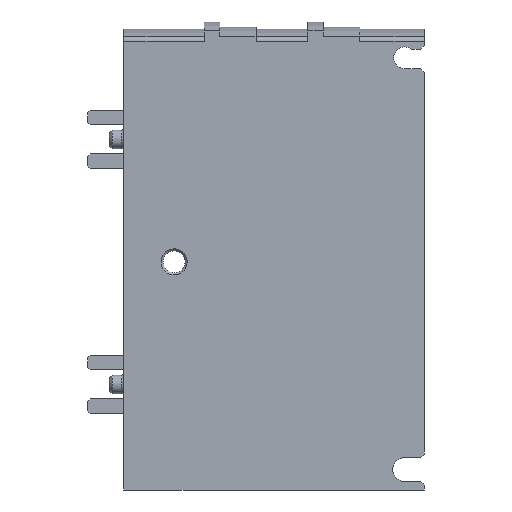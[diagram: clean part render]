
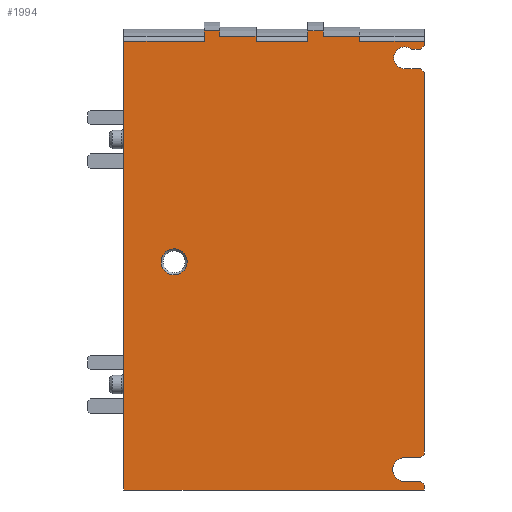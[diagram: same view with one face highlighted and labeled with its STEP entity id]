
A CAD part, left-side view. The second image highlights one B-rep face of the part: STEP entity #1994.
In plain terms, the highlighted planar face has unit normal (-1, 0, 0).
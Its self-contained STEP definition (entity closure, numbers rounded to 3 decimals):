
#50=LINE('',#2646,#194);
#69=LINE('',#2693,#213);
#70=LINE('',#2696,#214);
#71=LINE('',#2700,#215);
#72=LINE('',#2702,#216);
#73=LINE('',#2704,#217);
#74=LINE('',#2706,#218);
#75=LINE('',#2708,#219);
#76=LINE('',#2712,#220);
#77=LINE('',#2714,#221);
#78=LINE('',#2716,#222);
#79=LINE('',#2718,#223);
#80=LINE('',#2720,#224);
#81=LINE('',#2722,#225);
#82=LINE('',#2724,#226);
#83=LINE('',#2726,#227);
#84=LINE('',#2728,#228);
#85=LINE('',#2730,#229);
#86=LINE('',#2732,#230);
#87=LINE('',#2734,#231);
#88=LINE('',#2736,#232);
#89=LINE('',#2738,#233);
#90=LINE('',#2740,#234);
#91=LINE('',#2742,#235);
#92=LINE('',#2743,#236);
#93=LINE('',#2745,#237);
#194=VECTOR('',#2228,1000.);
#213=VECTOR('',#2257,1000.);
#214=VECTOR('',#2258,1000.);
#215=VECTOR('',#2261,1000.);
#216=VECTOR('',#2262,1000.);
#217=VECTOR('',#2263,1000.);
#218=VECTOR('',#2264,1000.);
#219=VECTOR('',#2265,1000.);
#220=VECTOR('',#2268,1000.);
#221=VECTOR('',#2269,1000.);
#222=VECTOR('',#2270,1000.);
#223=VECTOR('',#2271,1000.);
#224=VECTOR('',#2272,1000.);
#225=VECTOR('',#2273,1000.);
#226=VECTOR('',#2274,1000.);
#227=VECTOR('',#2275,1000.);
#228=VECTOR('',#2276,1000.);
#229=VECTOR('',#2277,1000.);
#230=VECTOR('',#2278,1000.);
#231=VECTOR('',#2279,1000.);
#232=VECTOR('',#2280,1000.);
#233=VECTOR('',#2281,1000.);
#234=VECTOR('',#2282,1000.);
#235=VECTOR('',#2283,1000.);
#236=VECTOR('',#2284,1000.);
#237=VECTOR('',#2285,1000.);
#362=ORIENTED_EDGE('',*,*,#754,.F.);
#363=ORIENTED_EDGE('',*,*,#755,.T.);
#364=ORIENTED_EDGE('',*,*,#756,.T.);
#365=ORIENTED_EDGE('',*,*,#757,.T.);
#366=ORIENTED_EDGE('',*,*,#758,.T.);
#367=ORIENTED_EDGE('',*,*,#759,.T.);
#368=ORIENTED_EDGE('',*,*,#760,.T.);
#369=ORIENTED_EDGE('',*,*,#761,.T.);
#370=ORIENTED_EDGE('',*,*,#762,.T.);
#371=ORIENTED_EDGE('',*,*,#763,.T.);
#372=ORIENTED_EDGE('',*,*,#764,.T.);
#373=ORIENTED_EDGE('',*,*,#765,.T.);
#374=ORIENTED_EDGE('',*,*,#766,.T.);
#375=ORIENTED_EDGE('',*,*,#767,.F.);
#376=ORIENTED_EDGE('',*,*,#768,.T.);
#377=ORIENTED_EDGE('',*,*,#769,.T.);
#378=ORIENTED_EDGE('',*,*,#770,.T.);
#379=ORIENTED_EDGE('',*,*,#771,.F.);
#380=ORIENTED_EDGE('',*,*,#772,.F.);
#381=ORIENTED_EDGE('',*,*,#773,.F.);
#382=ORIENTED_EDGE('',*,*,#774,.T.);
#383=ORIENTED_EDGE('',*,*,#775,.T.);
#384=ORIENTED_EDGE('',*,*,#776,.T.);
#385=ORIENTED_EDGE('',*,*,#777,.F.);
#386=ORIENTED_EDGE('',*,*,#778,.F.);
#387=ORIENTED_EDGE('',*,*,#779,.F.);
#388=ORIENTED_EDGE('',*,*,#732,.F.);
#389=ORIENTED_EDGE('',*,*,#780,.T.);
#390=ORIENTED_EDGE('',*,*,#781,.T.);
#732=EDGE_CURVE('',#928,#929,#50,.T.);
#754=EDGE_CURVE('',#950,#950,#1069,.T.);
#755=EDGE_CURVE('',#951,#952,#69,.T.);
#756=EDGE_CURVE('',#952,#953,#70,.T.);
#757=EDGE_CURVE('',#953,#954,#1070,.T.);
#758=EDGE_CURVE('',#954,#955,#71,.T.);
#759=EDGE_CURVE('',#955,#956,#72,.T.);
#760=EDGE_CURVE('',#956,#957,#73,.T.);
#761=EDGE_CURVE('',#957,#958,#74,.T.);
#762=EDGE_CURVE('',#958,#959,#75,.T.);
#763=EDGE_CURVE('',#959,#960,#1071,.T.);
#764=EDGE_CURVE('',#960,#961,#76,.T.);
#765=EDGE_CURVE('',#961,#962,#77,.T.);
#766=EDGE_CURVE('',#962,#963,#78,.T.);
#767=EDGE_CURVE('',#964,#963,#79,.T.);
#768=EDGE_CURVE('',#964,#965,#80,.T.);
#769=EDGE_CURVE('',#965,#966,#81,.T.);
#770=EDGE_CURVE('',#966,#967,#82,.T.);
#771=EDGE_CURVE('',#968,#967,#83,.T.);
#772=EDGE_CURVE('',#969,#968,#84,.T.);
#773=EDGE_CURVE('',#970,#969,#85,.T.);
#774=EDGE_CURVE('',#970,#971,#86,.T.);
#775=EDGE_CURVE('',#971,#972,#87,.T.);
#776=EDGE_CURVE('',#972,#973,#88,.T.);
#777=EDGE_CURVE('',#974,#973,#89,.T.);
#778=EDGE_CURVE('',#975,#974,#90,.T.);
#779=EDGE_CURVE('',#929,#975,#91,.T.);
#780=EDGE_CURVE('',#928,#976,#92,.T.);
#781=EDGE_CURVE('',#976,#951,#93,.T.);
#928=VERTEX_POINT('',#2647);
#929=VERTEX_POINT('',#2648);
#950=VERTEX_POINT('',#2692);
#951=VERTEX_POINT('',#2694);
#952=VERTEX_POINT('',#2695);
#953=VERTEX_POINT('',#2697);
#954=VERTEX_POINT('',#2699);
#955=VERTEX_POINT('',#2701);
#956=VERTEX_POINT('',#2703);
#957=VERTEX_POINT('',#2705);
#958=VERTEX_POINT('',#2707);
#959=VERTEX_POINT('',#2709);
#960=VERTEX_POINT('',#2711);
#961=VERTEX_POINT('',#2713);
#962=VERTEX_POINT('',#2715);
#963=VERTEX_POINT('',#2717);
#964=VERTEX_POINT('',#2719);
#965=VERTEX_POINT('',#2721);
#966=VERTEX_POINT('',#2723);
#967=VERTEX_POINT('',#2725);
#968=VERTEX_POINT('',#2727);
#969=VERTEX_POINT('',#2729);
#970=VERTEX_POINT('',#2731);
#971=VERTEX_POINT('',#2733);
#972=VERTEX_POINT('',#2735);
#973=VERTEX_POINT('',#2737);
#974=VERTEX_POINT('',#2739);
#975=VERTEX_POINT('',#2741);
#976=VERTEX_POINT('',#2744);
#1069=CIRCLE('',#2090,2.5);
#1070=CIRCLE('',#2091,2.3);
#1071=CIRCLE('',#2092,2.1);
#1123=EDGE_LOOP('',(#362));
#1124=EDGE_LOOP('',(#363,#364,#365,#366,#367,#368,#369,#370,#371,#372,#373,
#374,#375,#376,#377,#378,#379,#380,#381,#382,#383,#384,#385,#386,#387,#388,
#389,#390));
#1235=FACE_BOUND('',#1123,.T.);
#1236=FACE_BOUND('',#1124,.T.);
#1341=PLANE('',#2089);
#1994=ADVANCED_FACE('',(#1235,#1236),#1341,.F.);
#2089=AXIS2_PLACEMENT_3D('',#2690,#2253,#2254);
#2090=AXIS2_PLACEMENT_3D('',#2691,#2255,#2256);
#2091=AXIS2_PLACEMENT_3D('',#2698,#2259,#2260);
#2092=AXIS2_PLACEMENT_3D('',#2710,#2266,#2267);
#2228=DIRECTION('',(0.,0.,1.));
#2253=DIRECTION('',(1.,0.,0.));
#2254=DIRECTION('',(0.,0.,-1.));
#2255=DIRECTION('',(-1.,0.,0.));
#2256=DIRECTION('',(0.,0.,1.));
#2257=DIRECTION('',(0.,0.707,0.707));
#2258=DIRECTION('',(0.,1.,0.));
#2259=DIRECTION('',(1.,0.,0.));
#2260=DIRECTION('',(0.,0.,-1.));
#2261=DIRECTION('',(0.,-1.,0.));
#2262=DIRECTION('',(0.,-0.707,0.707));
#2263=DIRECTION('',(0.,0.,1.));
#2264=DIRECTION('',(0.,0.707,0.707));
#2265=DIRECTION('',(0.,1.,0.));
#2266=DIRECTION('',(1.,0.,0.));
#2267=DIRECTION('',(0.,0.,-1.));
#2268=DIRECTION('',(0.,-1.,0.));
#2269=DIRECTION('',(0.,-0.707,0.707));
#2270=DIRECTION('',(0.,0.,1.));
#2271=DIRECTION('',(0.,-1.,0.));
#2272=DIRECTION('',(0.,0.,1.));
#2273=DIRECTION('',(0.,1.,0.));
#2274=DIRECTION('',(0.,0.,1.));
#2275=DIRECTION('',(0.,-1.,0.));
#2276=DIRECTION('',(0.,0.,1.));
#2277=DIRECTION('',(0.,-1.,0.));
#2278=DIRECTION('',(0.,0.,1.));
#2279=DIRECTION('',(0.,1.,0.));
#2280=DIRECTION('',(0.,0.,1.));
#2281=DIRECTION('',(0.,-1.,0.));
#2282=DIRECTION('',(0.,0.,1.));
#2283=DIRECTION('',(0.,-1.,0.));
#2284=DIRECTION('',(0.,-1.,0.));
#2285=DIRECTION('',(0.,0.,1.));
#2646=CARTESIAN_POINT('',(-7.,58.,-44.05));
#2647=CARTESIAN_POINT('',(-7.,58.,-44.05));
#2648=CARTESIAN_POINT('',(-7.,58.,42.552));
#2690=CARTESIAN_POINT('',(-7.,58.,-44.05));
#2691=CARTESIAN_POINT('',(-7.,48.3,0.));
#2692=CARTESIAN_POINT('',(-7.,48.3,2.5));
#2693=CARTESIAN_POINT('',(-7.,0.,-43.1));
#2694=CARTESIAN_POINT('',(-7.,0.,-43.1));
#2695=CARTESIAN_POINT('',(-7.,0.7,-42.4));
#2696=CARTESIAN_POINT('',(-7.,0.7,-42.4));
#2697=CARTESIAN_POINT('',(-7.,3.8,-42.4));
#2698=CARTESIAN_POINT('',(-7.,3.8,-40.1));
#2699=CARTESIAN_POINT('',(-7.,3.8,-37.8));
#2700=CARTESIAN_POINT('',(-7.,3.8,-37.8));
#2701=CARTESIAN_POINT('',(-7.,0.7,-37.8));
#2702=CARTESIAN_POINT('',(-7.,0.7,-37.8));
#2703=CARTESIAN_POINT('',(-7.,0.,-37.1));
#2704=CARTESIAN_POINT('',(-7.,0.,-44.05));
#2705=CARTESIAN_POINT('',(-7.,0.,36.55));
#2706=CARTESIAN_POINT('',(-7.,0.,36.55));
#2707=CARTESIAN_POINT('',(-7.,0.75,37.3));
#2708=CARTESIAN_POINT('',(-7.,0.75,37.3));
#2709=CARTESIAN_POINT('',(-7.,3.8,37.3));
#2710=CARTESIAN_POINT('',(-7.,3.8,39.4));
#2711=CARTESIAN_POINT('',(-7.,2.44,41.));
#2712=CARTESIAN_POINT('',(-7.,2.44,41.));
#2713=CARTESIAN_POINT('',(-7.,0.75,41.));
#2714=CARTESIAN_POINT('',(-7.,0.75,41.));
#2715=CARTESIAN_POINT('',(-7.,0.,41.75));
#2716=CARTESIAN_POINT('',(-7.,0.,-44.05));
#2717=CARTESIAN_POINT('',(-7.,0.,42.552));
#2718=CARTESIAN_POINT('',(-7.,58.,42.552));
#2719=CARTESIAN_POINT('',(-7.,12.5,42.552));
#2720=CARTESIAN_POINT('',(-7.,12.5,41.95));
#2721=CARTESIAN_POINT('',(-7.,12.5,43.57));
#2722=CARTESIAN_POINT('',(-7.,12.5,43.57));
#2723=CARTESIAN_POINT('',(-7.,19.5,43.57));
#2724=CARTESIAN_POINT('',(-7.,19.5,41.95));
#2725=CARTESIAN_POINT('',(-7.,19.5,44.57));
#2726=CARTESIAN_POINT('',(-7.,22.5,44.57));
#2727=CARTESIAN_POINT('',(-7.,22.5,44.57));
#2728=CARTESIAN_POINT('',(-7.,22.5,41.95));
#2729=CARTESIAN_POINT('',(-7.,22.5,42.552));
#2730=CARTESIAN_POINT('',(-7.,58.,42.552));
#2731=CARTESIAN_POINT('',(-7.,32.5,42.552));
#2732=CARTESIAN_POINT('',(-7.,32.5,41.95));
#2733=CARTESIAN_POINT('',(-7.,32.5,43.57));
#2734=CARTESIAN_POINT('',(-7.,32.5,43.57));
#2735=CARTESIAN_POINT('',(-7.,39.5,43.57));
#2736=CARTESIAN_POINT('',(-7.,39.5,41.95));
#2737=CARTESIAN_POINT('',(-7.,39.5,44.57));
#2738=CARTESIAN_POINT('',(-7.,42.5,44.57));
#2739=CARTESIAN_POINT('',(-7.,42.5,44.57));
#2740=CARTESIAN_POINT('',(-7.,42.5,41.95));
#2741=CARTESIAN_POINT('',(-7.,42.5,42.552));
#2742=CARTESIAN_POINT('',(-7.,58.,42.552));
#2743=CARTESIAN_POINT('',(-7.,58.,-44.05));
#2744=CARTESIAN_POINT('',(-7.,0.,-44.05));
#2745=CARTESIAN_POINT('',(-7.,0.,-44.05));
